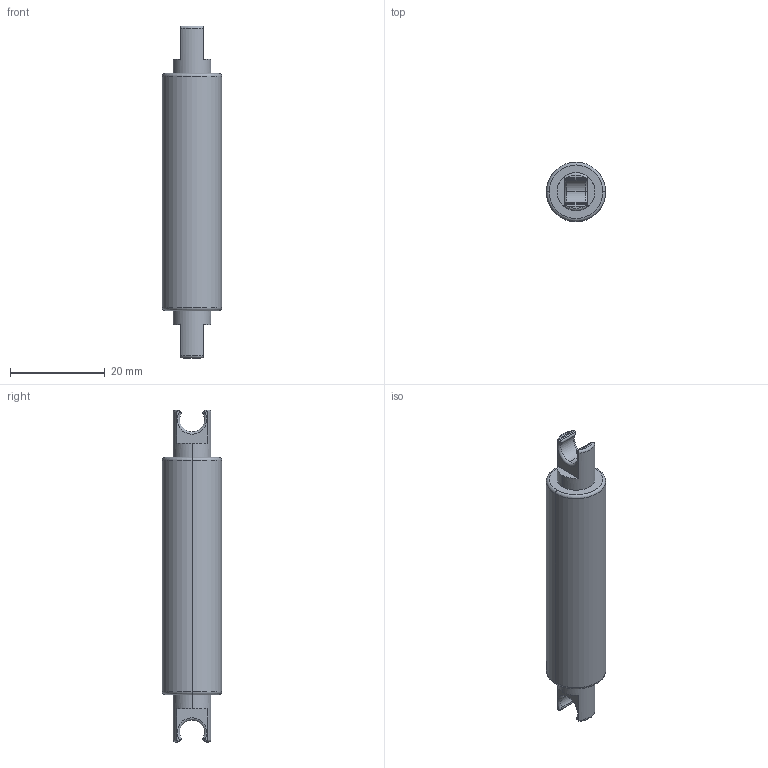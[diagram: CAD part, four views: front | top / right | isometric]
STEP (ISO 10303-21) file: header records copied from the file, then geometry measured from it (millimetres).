
FILE_DESCRIPTION (( 'STEP AP203' ), '1' );
FILE_NAME ('J3-link.STEP', '2024-09-28T08:41:55', ( '' ), ( '' ), 'SwSTEP 2.0', 'SolidWorks 2022', '' );
FILE_SCHEMA (( 'CONFIG_CONTROL_DESIGN' ));
Length unit declared in the file: millimetre
Products named in the file (1): J3-link
Bounding box: 12.5 x 12.5 x 70 mm (x, y, z)
Volume: 6733.9 mm3; surface area: 2632.7 mm2
Topology: 1 solids, 1 shells, 57 faces, 150 edges, 93 vertices
Faces by surface type: cylinder 21, plane 18, torus 14, sphere 4
Entity records: 1844 total; most frequent: CARTESIAN_POINT 409, DIRECTION 297, ORIENTED_EDGE 284, EDGE_CURVE 142, AXIS2_PLACEMENT_3D 125, VERTEX_POINT 89, CIRCLE 67, EDGE_LOOP 59
